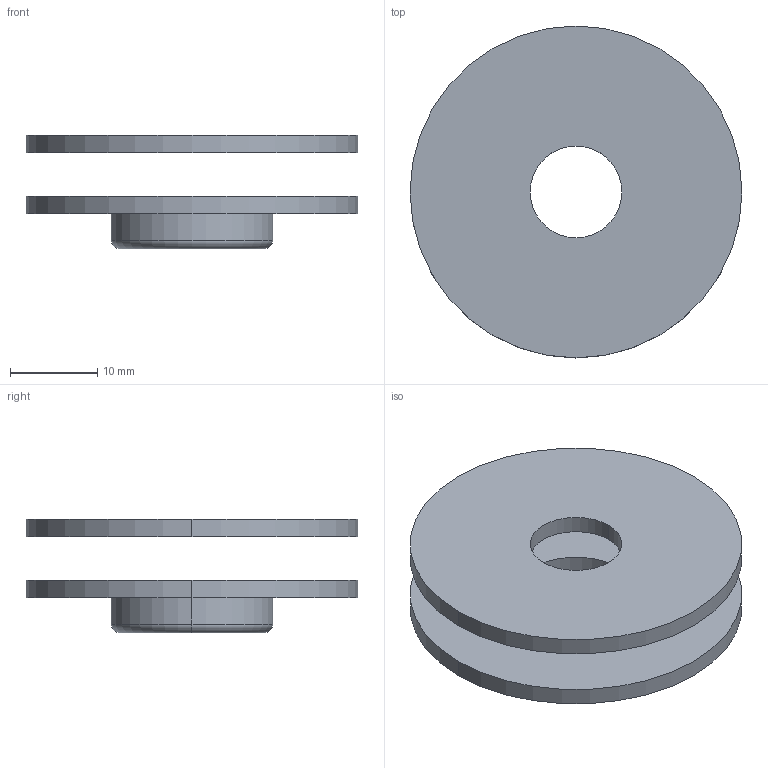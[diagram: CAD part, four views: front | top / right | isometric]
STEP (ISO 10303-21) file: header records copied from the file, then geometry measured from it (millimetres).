
FILE_DESCRIPTION (( 'STEP AP203' ), '1' );
FILE_NAME ('A19_42-Black.STEP', '2023-02-21T10:25:39', ( '' ), ( '' ), 'SwSTEP 2.0', 'SolidWorks 2019', '' );
FILE_SCHEMA (( 'CONFIG_CONTROL_DESIGN' ));
Length unit declared in the file: millimetre
Products named in the file (3): A19_42-Black; A19_42-Black.P2; A_0742-000.P3
Assembly tree (2 placements, depth 2):
  A19_42-Black
    A_0742-000.P3
    A19_42-Black.P2
Bounding box: 38 x 38 x 13 mm (x, y, z)
Volume: 4435.5 mm3; surface area: 5056.9 mm2
Topology: 2 solids, 2 shells, 17 faces, 34 edges, 22 vertices
Faces by surface type: cylinder 10, plane 5, torus 2
Entity records: 769 total; most frequent: DIRECTION 102, CARTESIAN_POINT 78, ORIENTED_EDGE 68, AXIS2_PLACEMENT_3D 46, EDGE_CURVE 34, PERSON_AND_ORGANIZATION 26, CIRCLE 24, EDGE_LOOP 22
